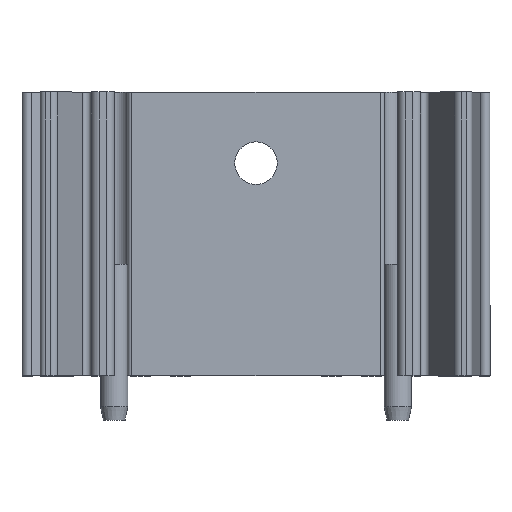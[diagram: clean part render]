
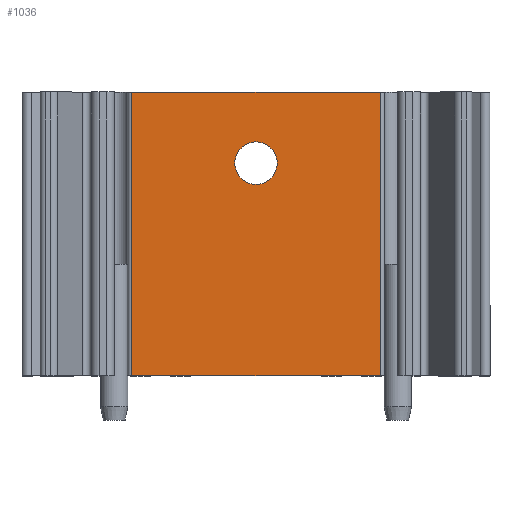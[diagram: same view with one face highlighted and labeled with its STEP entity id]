
A CAD part, top view. The second image highlights one B-rep face of the part: STEP entity #1036.
In plain terms, the highlighted planar face has unit normal (0, 0, 1).
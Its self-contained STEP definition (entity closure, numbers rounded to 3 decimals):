
#149 = VERTEX_POINT ( 'NONE', #839 ) ;
#181 = FACE_BOUND ( 'NONE', #2776, .T. ) ;
#217 = LINE ( 'NONE', #1330, #3236 ) ;
#335 = CARTESIAN_POINT ( 'NONE',  ( 0., 19.05, 0.78 ) ) ;
#483 = CARTESIAN_POINT ( 'NONE',  ( 0., 17.145, 0.78 ) ) ;
#839 = CARTESIAN_POINT ( 'NONE',  ( 11.117, 0., 0.78 ) ) ;
#1036 = ADVANCED_FACE ( 'NONE', ( #181, #3591 ), #2438, .F. ) ;
#1069 = AXIS2_PLACEMENT_3D ( 'NONE', #2042, #4766, #2102 ) ;
#1158 = EDGE_CURVE ( 'NONE', #149, #4493, #4646, .T. ) ;
#1265 = AXIS2_PLACEMENT_3D ( 'NONE', #335, #2166, #2657 ) ;
#1267 = CIRCLE ( 'NONE', #1265, 1.905 ) ;
#1330 = CARTESIAN_POINT ( 'NONE',  ( 11.117, 25.4, 0.78 ) ) ;
#1373 = ORIENTED_EDGE ( 'NONE', *, *, #3192, .T. ) ;
#1666 = EDGE_CURVE ( 'NONE', #4493, #2691, #5646, .T. ) ;
#1672 = CARTESIAN_POINT ( 'NONE',  ( 11.117, 0., 0.78 ) ) ;
#1718 = EDGE_CURVE ( 'NONE', #149, #2774, #3428, .T. ) ;
#1760 = CARTESIAN_POINT ( 'NONE',  ( 11.117, 25.4, 0.78 ) ) ;
#1873 = EDGE_CURVE ( 'NONE', #2774, #2691, #217, .T. ) ;
#1994 = DIRECTION ( 'NONE',  ( 0., 0., -1. ) ) ;
#2008 = VECTOR ( 'NONE', #2071, 1000. ) ;
#2042 = CARTESIAN_POINT ( 'NONE',  ( 0., 19.05, 0.78 ) ) ;
#2071 = DIRECTION ( 'NONE',  ( 0., 1., 0. ) ) ;
#2102 = DIRECTION ( 'NONE',  ( 0., -1., 0. ) ) ;
#2166 = DIRECTION ( 'NONE',  ( 0., 0., -1. ) ) ;
#2231 = ORIENTED_EDGE ( 'NONE', *, *, #1158, .F. ) ;
#2438 = PLANE ( 'NONE',  #5819 ) ;
#2476 = CIRCLE ( 'NONE', #1069, 1.905 ) ;
#2657 = DIRECTION ( 'NONE',  ( 0., -1., 0. ) ) ;
#2666 = VECTOR ( 'NONE', #4303, 1000. ) ;
#2691 = VERTEX_POINT ( 'NONE', #4394 ) ;
#2774 = VERTEX_POINT ( 'NONE', #1760 ) ;
#2776 = EDGE_LOOP ( 'NONE', ( #4376, #1373 ) ) ;
#2806 = ORIENTED_EDGE ( 'NONE', *, *, #1666, .F. ) ;
#2933 = CARTESIAN_POINT ( 'NONE',  ( -11.117, 0., 0.78 ) ) ;
#3192 = EDGE_CURVE ( 'NONE', #4308, #3294, #1267, .T. ) ;
#3210 = ORIENTED_EDGE ( 'NONE', *, *, #1873, .T. ) ;
#3236 = VECTOR ( 'NONE', #5794, 1000. ) ;
#3294 = VERTEX_POINT ( 'NONE', #483 ) ;
#3367 = DIRECTION ( 'NONE',  ( 0., -1., 0. ) ) ;
#3428 = LINE ( 'NONE', #1672, #2008 ) ;
#3591 = FACE_OUTER_BOUND ( 'NONE', #4842, .T. ) ;
#3992 = CARTESIAN_POINT ( 'NONE',  ( 0., 20.955, 0.78 ) ) ;
#4303 = DIRECTION ( 'NONE',  ( -1., 0., 0. ) ) ;
#4308 = VERTEX_POINT ( 'NONE', #3992 ) ;
#4376 = ORIENTED_EDGE ( 'NONE', *, *, #5664, .T. ) ;
#4394 = CARTESIAN_POINT ( 'NONE',  ( -11.117, 25.4, 0.78 ) ) ;
#4478 = CARTESIAN_POINT ( 'NONE',  ( -11.117, 0., 0.78 ) ) ;
#4493 = VERTEX_POINT ( 'NONE', #4478 ) ;
#4646 = LINE ( 'NONE', #5208, #2666 ) ;
#4762 = VECTOR ( 'NONE', #4845, 1000. ) ;
#4766 = DIRECTION ( 'NONE',  ( 0., 0., -1. ) ) ;
#4842 = EDGE_LOOP ( 'NONE', ( #3210, #2806, #2231, #5270 ) ) ;
#4845 = DIRECTION ( 'NONE',  ( 0., 1., 0. ) ) ;
#5114 = CARTESIAN_POINT ( 'NONE',  ( 11.117, 0., 0.78 ) ) ;
#5208 = CARTESIAN_POINT ( 'NONE',  ( 11.117, 0., 0.78 ) ) ;
#5270 = ORIENTED_EDGE ( 'NONE', *, *, #1718, .T. ) ;
#5646 = LINE ( 'NONE', #2933, #4762 ) ;
#5664 = EDGE_CURVE ( 'NONE', #3294, #4308, #2476, .T. ) ;
#5794 = DIRECTION ( 'NONE',  ( -1., 0., 0. ) ) ;
#5819 = AXIS2_PLACEMENT_3D ( 'NONE', #5114, #1994, #3367 ) ;
